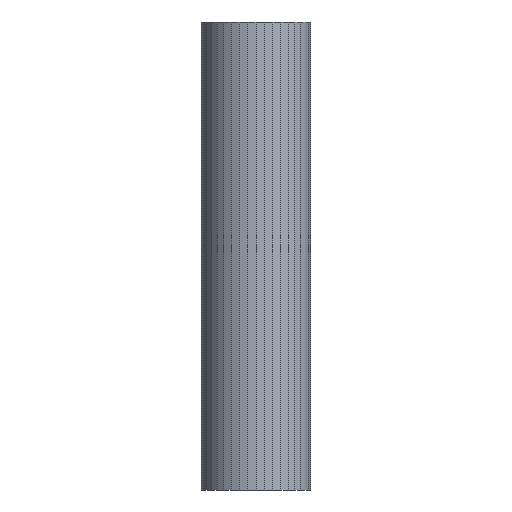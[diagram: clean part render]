
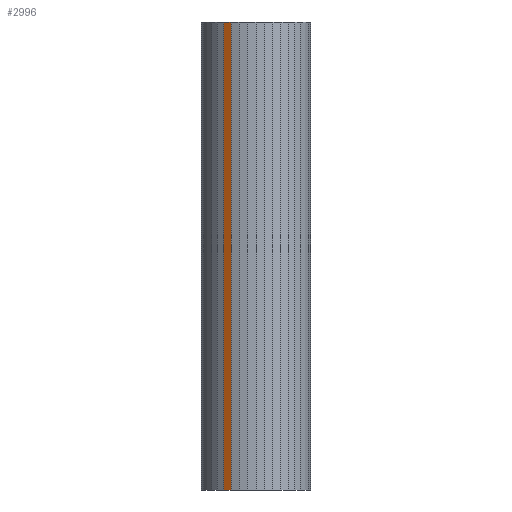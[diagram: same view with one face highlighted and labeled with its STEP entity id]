
A CAD part, left-side view. The second image highlights one B-rep face of the part: STEP entity #2996.
In plain terms, the highlighted face is planar.
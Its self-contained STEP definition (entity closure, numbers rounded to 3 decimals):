
#43 = PLANE('',#44);
#44 = AXIS2_PLACEMENT_3D('',#45,#46,#47);
#45 = CARTESIAN_POINT('',(2.762,-1.407,0.));
#46 = DIRECTION('',(0.,0.,1.));
#47 = DIRECTION('',(1.,0.,0.));
#572 = VERTEX_POINT('',#573);
#573 = CARTESIAN_POINT('',(-2.762,1.407,0.));
#587 = PLANE('',#588);
#588 = AXIS2_PLACEMENT_3D('',#589,#590,#591);
#589 = CARTESIAN_POINT('',(-2.855,1.183,
    13.2));
#590 = DIRECTION('',(0.924,-0.383,0.)
  );
#591 = DIRECTION('',(0.383,0.924,0.)
  );
#599 = EDGE_CURVE('',#600,#572,#602,.T.);
#600 = VERTEX_POINT('',#601);
#601 = CARTESIAN_POINT('',(-2.508,1.822,0.));
#602 = SURFACE_CURVE('',#603,(#607,#614),.PCURVE_S1.);
#603 = LINE('',#604,#605);
#604 = CARTESIAN_POINT('',(-2.508,1.822,0.));
#605 = VECTOR('',#606,1.);
#606 = DIRECTION('',(-0.523,-0.853,0.));
#607 = PCURVE('',#43,#608);
#608 = DEFINITIONAL_REPRESENTATION('',(#609),#613);
#609 = LINE('',#610,#611);
#610 = CARTESIAN_POINT('',(-5.27,3.229));
#611 = VECTOR('',#612,1.);
#612 = DIRECTION('',(-0.523,-0.853));
#613 = ( GEOMETRIC_REPRESENTATION_CONTEXT(2) 
PARAMETRIC_REPRESENTATION_CONTEXT() REPRESENTATION_CONTEXT('2D SPACE',''
  ) );
#614 = PCURVE('',#615,#620);
#615 = PLANE('',#616);
#616 = AXIS2_PLACEMENT_3D('',#617,#618,#619);
#617 = CARTESIAN_POINT('',(-2.635,1.615,
    13.2));
#618 = DIRECTION('',(0.853,-0.523,0.)
  );
#619 = DIRECTION('',(0.523,0.853,0.));
#620 = DEFINITIONAL_REPRESENTATION('',(#621),#625);
#621 = LINE('',#622,#623);
#622 = CARTESIAN_POINT('',(0.243,-13.2));
#623 = VECTOR('',#624,1.);
#624 = DIRECTION('',(-1.,0.));
#625 = ( GEOMETRIC_REPRESENTATION_CONTEXT(2) 
PARAMETRIC_REPRESENTATION_CONTEXT() REPRESENTATION_CONTEXT('2D SPACE',''
  ) );
#643 = PLANE('',#644);
#644 = AXIS2_PLACEMENT_3D('',#645,#646,#647);
#645 = CARTESIAN_POINT('',(-2.35,2.007,
    13.2));
#646 = DIRECTION('',(0.76,-0.649,0.
    ));
#647 = DIRECTION('',(0.649,0.76,0.));
#1363 = PLANE('',#1364);
#1364 = AXIS2_PLACEMENT_3D('',#1365,#1366,#1367);
#1365 = CARTESIAN_POINT('',(-1.407,2.762,
    26.4));
#1366 = DIRECTION('',(0.,0.,1.));
#1367 = DIRECTION('',(1.,0.,0.));
#1497 = VERTEX_POINT('',#1498);
#1498 = CARTESIAN_POINT('',(-2.508,1.822,26.4
    ));
#1519 = EDGE_CURVE('',#1520,#1497,#1522,.T.);
#1520 = VERTEX_POINT('',#1521);
#1521 = CARTESIAN_POINT('',(-2.762,1.407,
    26.4));
#1522 = SURFACE_CURVE('',#1523,(#1527,#1534),.PCURVE_S1.);
#1523 = LINE('',#1524,#1525);
#1524 = CARTESIAN_POINT('',(-2.762,1.407,
    26.4));
#1525 = VECTOR('',#1526,1.);
#1526 = DIRECTION('',(0.523,0.853,0.));
#1527 = PCURVE('',#1363,#1528);
#1528 = DEFINITIONAL_REPRESENTATION('',(#1529),#1533);
#1529 = LINE('',#1530,#1531);
#1530 = CARTESIAN_POINT('',(-1.355,-1.355));
#1531 = VECTOR('',#1532,1.);
#1532 = DIRECTION('',(0.523,0.853));
#1533 = ( GEOMETRIC_REPRESENTATION_CONTEXT(2) 
PARAMETRIC_REPRESENTATION_CONTEXT() REPRESENTATION_CONTEXT('2D SPACE',''
  ) );
#1534 = PCURVE('',#615,#1535);
#1535 = DEFINITIONAL_REPRESENTATION('',(#1536),#1540);
#1536 = LINE('',#1537,#1538);
#1537 = CARTESIAN_POINT('',(-0.243,13.2));
#1538 = VECTOR('',#1539,1.);
#1539 = DIRECTION('',(1.,0.));
#1540 = ( GEOMETRIC_REPRESENTATION_CONTEXT(2) 
PARAMETRIC_REPRESENTATION_CONTEXT() REPRESENTATION_CONTEXT('2D SPACE',''
  ) );
#2975 = EDGE_CURVE('',#1497,#600,#2976,.T.);
#2976 = SURFACE_CURVE('',#2977,(#2981,#2988),.PCURVE_S1.);
#2977 = LINE('',#2978,#2979);
#2978 = CARTESIAN_POINT('',(-2.508,1.822,26.4
    ));
#2979 = VECTOR('',#2980,1.);
#2980 = DIRECTION('',(0.,0.,-1.));
#2981 = PCURVE('',#643,#2982);
#2982 = DEFINITIONAL_REPRESENTATION('',(#2983),#2987);
#2983 = LINE('',#2984,#2985);
#2984 = CARTESIAN_POINT('',(-0.243,13.2));
#2985 = VECTOR('',#2986,1.);
#2986 = DIRECTION('',(0.,-1.));
#2987 = ( GEOMETRIC_REPRESENTATION_CONTEXT(2) 
PARAMETRIC_REPRESENTATION_CONTEXT() REPRESENTATION_CONTEXT('2D SPACE',''
  ) );
#2988 = PCURVE('',#615,#2989);
#2989 = DEFINITIONAL_REPRESENTATION('',(#2990),#2994);
#2990 = LINE('',#2991,#2992);
#2991 = CARTESIAN_POINT('',(0.243,13.2));
#2992 = VECTOR('',#2993,1.);
#2993 = DIRECTION('',(0.,-1.));
#2994 = ( GEOMETRIC_REPRESENTATION_CONTEXT(2) 
PARAMETRIC_REPRESENTATION_CONTEXT() REPRESENTATION_CONTEXT('2D SPACE',''
  ) );
#2996 = ADVANCED_FACE('',(#2997),#615,.T.);
#2997 = FACE_BOUND('',#2998,.F.);
#2998 = EDGE_LOOP('',(#2999,#3000,#3001,#3022));
#2999 = ORIENTED_EDGE('',*,*,#2975,.T.);
#3000 = ORIENTED_EDGE('',*,*,#599,.T.);
#3001 = ORIENTED_EDGE('',*,*,#3002,.T.);
#3002 = EDGE_CURVE('',#572,#1520,#3003,.T.);
#3003 = SURFACE_CURVE('',#3004,(#3008,#3015),.PCURVE_S1.);
#3004 = LINE('',#3005,#3006);
#3005 = CARTESIAN_POINT('',(-2.762,1.407,0.));
#3006 = VECTOR('',#3007,1.);
#3007 = DIRECTION('',(0.,0.,1.));
#3008 = PCURVE('',#615,#3009);
#3009 = DEFINITIONAL_REPRESENTATION('',(#3010),#3014);
#3010 = LINE('',#3011,#3012);
#3011 = CARTESIAN_POINT('',(-0.243,-13.2));
#3012 = VECTOR('',#3013,1.);
#3013 = DIRECTION('',(0.,1.));
#3014 = ( GEOMETRIC_REPRESENTATION_CONTEXT(2) 
PARAMETRIC_REPRESENTATION_CONTEXT() REPRESENTATION_CONTEXT('2D SPACE',''
  ) );
#3015 = PCURVE('',#587,#3016);
#3016 = DEFINITIONAL_REPRESENTATION('',(#3017),#3021);
#3017 = LINE('',#3018,#3019);
#3018 = CARTESIAN_POINT('',(0.243,-13.2));
#3019 = VECTOR('',#3020,1.);
#3020 = DIRECTION('',(0.,1.));
#3021 = ( GEOMETRIC_REPRESENTATION_CONTEXT(2) 
PARAMETRIC_REPRESENTATION_CONTEXT() REPRESENTATION_CONTEXT('2D SPACE',''
  ) );
#3022 = ORIENTED_EDGE('',*,*,#1519,.T.);
